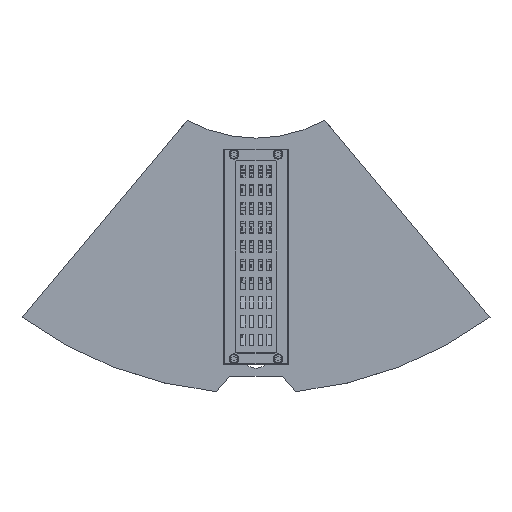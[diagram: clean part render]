
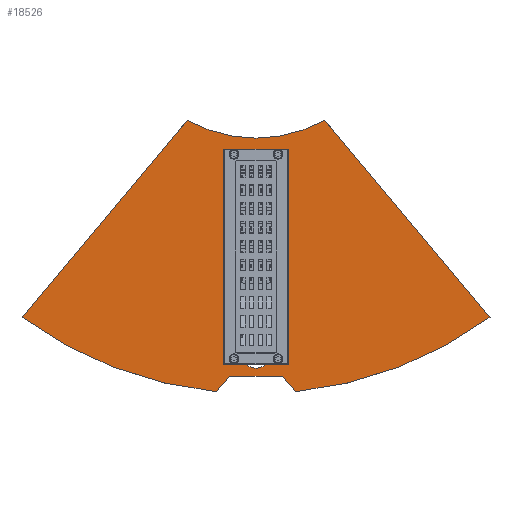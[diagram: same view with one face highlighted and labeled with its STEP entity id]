
A CAD part, top view. The second image highlights one B-rep face of the part: STEP entity #18526.
In plain terms, the highlighted planar face has unit normal (0, 0, 1).
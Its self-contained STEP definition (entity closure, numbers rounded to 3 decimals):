
#18116=CARTESIAN_POINT('',(0.,202.5,0.));
#18117=DIRECTION('',(0.,0.,1.));
#18118=DIRECTION('',(1.,0.,0.));
#18119=AXIS2_PLACEMENT_3D('',#18116,#18117,#18118);
#18121=CARTESIAN_POINT('',(0.,202.5,0.));
#18122=DIRECTION('',(0.,0.,1.));
#18123=DIRECTION('',(-1.,0.,0.));
#18124=AXIS2_PLACEMENT_3D('',#18121,#18122,#18123);
#18126=DIRECTION('',(0.646,-0.764,0.));
#18127=VECTOR('',#18126,11.617);
#18128=CARTESIAN_POINT('',(-22.5,223.872,0.));
#18129=LINE('',#18128,#18127);
#18130=DIRECTION('',(1.,0.,0.));
#18131=VECTOR('',#18130,30.);
#18132=CARTESIAN_POINT('',(-15.,215.,0.));
#18133=LINE('',#18132,#18131);
#18134=DIRECTION('',(0.646,0.764,0.));
#18135=VECTOR('',#18134,11.617);
#18136=CARTESIAN_POINT('',(15.,215.,0.));
#18137=LINE('',#18136,#18135);
#18138=DIRECTION('',(0.,-1.,0.));
#18139=VECTOR('',#18138,70.);
#18140=CARTESIAN_POINT('',(-11.85,162.5,0.));
#18141=LINE('',#18140,#18139);
#18142=DIRECTION('',(1.,0.,0.));
#18143=VECTOR('',#18142,20.7);
#18144=CARTESIAN_POINT('',(-10.35,91.,0.));
#18145=LINE('',#18144,#18143);
#18146=DIRECTION('',(0.,1.,0.));
#18147=VECTOR('',#18146,70.);
#18148=CARTESIAN_POINT('',(11.85,92.5,0.));
#18149=LINE('',#18148,#18147);
#18150=DIRECTION('',(-1.,0.,0.));
#18151=VECTOR('',#18150,20.7);
#18152=CARTESIAN_POINT('',(10.35,164.,0.));
#18153=LINE('',#18152,#18151);
#18223=DIRECTION('',(0.643,0.766,0.));
#18224=VECTOR('',#18223,145.918);
#18225=CARTESIAN_POINT('',(39.007,69.846,0.));
#18226=LINE('',#18225,#18224);
#18239=CARTESIAN_POINT('',(0.,0.,0.));
#18240=DIRECTION('',(0.,0.,1.));
#18241=DIRECTION('',(0.59,0.807,0.));
#18242=AXIS2_PLACEMENT_3D('',#18239,#18240,#18241);
#18244=CARTESIAN_POINT('',(0.,0.,0.));
#18245=DIRECTION('',(0.,0.,1.));
#18246=DIRECTION('',(-0.1,0.995,0.));
#18247=AXIS2_PLACEMENT_3D('',#18244,#18245,#18246);
#18265=DIRECTION('',(0.643,-0.766,0.));
#18266=VECTOR('',#18265,145.918);
#18267=CARTESIAN_POINT('',(-132.781,181.643,0.));
#18268=LINE('',#18267,#18266);
#18281=CARTESIAN_POINT('',(0.,0.,0.));
#18282=DIRECTION('',(0.,0.,-1.));
#18283=DIRECTION('',(-0.488,0.873,0.));
#18284=AXIS2_PLACEMENT_3D('',#18281,#18282,#18283);
#18327=CARTESIAN_POINT('',(-10.35,92.5,0.));
#18328=DIRECTION('',(0.,0.,-1.));
#18329=DIRECTION('',(0.,-1.,0.));
#18330=AXIS2_PLACEMENT_3D('',#18327,#18328,#18329);
#18345=CARTESIAN_POINT('',(-10.35,162.5,0.));
#18346=DIRECTION('',(0.,0.,-1.));
#18347=DIRECTION('',(-1.,0.,0.));
#18348=AXIS2_PLACEMENT_3D('',#18345,#18346,#18347);
#18363=CARTESIAN_POINT('',(10.35,162.5,0.));
#18364=DIRECTION('',(0.,0.,-1.));
#18365=DIRECTION('',(0.,1.,0.));
#18366=AXIS2_PLACEMENT_3D('',#18363,#18364,#18365);
#18381=CARTESIAN_POINT('',(10.35,92.5,0.));
#18382=DIRECTION('',(0.,0.,-1.));
#18383=DIRECTION('',(1.,0.,0.));
#18384=AXIS2_PLACEMENT_3D('',#18381,#18382,#18383);
#18395=CARTESIAN_POINT('',(-22.5,223.872,0.));
#18396=CARTESIAN_POINT('',(-15.,215.,0.));
#18397=VERTEX_POINT('',#18395);
#18398=VERTEX_POINT('',#18396);
#18399=CARTESIAN_POINT('',(15.,215.,0.));
#18400=VERTEX_POINT('',#18399);
#18401=CARTESIAN_POINT('',(22.5,223.872,0.));
#18402=VERTEX_POINT('',#18401);
#18411=CARTESIAN_POINT('',(8.,202.5,0.));
#18412=CARTESIAN_POINT('',(-8.,202.5,0.));
#18413=VERTEX_POINT('',#18411);
#18414=VERTEX_POINT('',#18412);
#18427=CARTESIAN_POINT('',(132.781,181.643,0.));
#18428=VERTEX_POINT('',#18427);
#18429=CARTESIAN_POINT('',(-132.781,181.643,0.));
#18430=VERTEX_POINT('',#18429);
#18431=CARTESIAN_POINT('',(39.007,69.846,0.));
#18433=VERTEX_POINT('',#18431);
#18435=CARTESIAN_POINT('',(-39.007,69.846,0.));
#18437=VERTEX_POINT('',#18435);
#18447=CARTESIAN_POINT('',(-11.85,162.5,0.));
#18449=VERTEX_POINT('',#18447);
#18451=CARTESIAN_POINT('',(-10.35,164.,0.));
#18453=VERTEX_POINT('',#18451);
#18455=CARTESIAN_POINT('',(-10.35,91.,0.));
#18457=VERTEX_POINT('',#18455);
#18459=CARTESIAN_POINT('',(-11.85,92.5,0.));
#18461=VERTEX_POINT('',#18459);
#18463=CARTESIAN_POINT('',(11.85,92.5,0.));
#18465=VERTEX_POINT('',#18463);
#18467=CARTESIAN_POINT('',(10.35,91.,0.));
#18469=VERTEX_POINT('',#18467);
#18471=CARTESIAN_POINT('',(10.35,164.,0.));
#18473=VERTEX_POINT('',#18471);
#18475=CARTESIAN_POINT('',(11.85,162.5,0.));
#18477=VERTEX_POINT('',#18475);
#18479=CARTESIAN_POINT('',(0.,0.,0.));
#18480=DIRECTION('',(0.,0.,-1.));
#18481=DIRECTION('',(-1.,0.,0.));
#18482=AXIS2_PLACEMENT_3D('',#18479,#18480,#18481);
#18483=PLANE('',#18482);
#18485=ORIENTED_EDGE('',*,*,#18484,.F.);
#18487=ORIENTED_EDGE('',*,*,#18486,.F.);
#18489=ORIENTED_EDGE('',*,*,#18488,.F.);
#18491=ORIENTED_EDGE('',*,*,#18490,.F.);
#18493=ORIENTED_EDGE('',*,*,#18492,.T.);
#18495=ORIENTED_EDGE('',*,*,#18494,.T.);
#18497=ORIENTED_EDGE('',*,*,#18496,.T.);
#18499=ORIENTED_EDGE('',*,*,#18498,.F.);
#18500=EDGE_LOOP('',(#18485,#18487,#18489,#18491,#18493,#18495,#18497,#18499));
#18501=FACE_OUTER_BOUND('',#18500,.F.);
#18503=ORIENTED_EDGE('',*,*,#18502,.T.);
#18505=ORIENTED_EDGE('',*,*,#18504,.T.);
#18506=EDGE_LOOP('',(#18503,#18505));
#18507=FACE_BOUND('',#18506,.F.);
#18509=ORIENTED_EDGE('',*,*,#18508,.T.);
#18511=ORIENTED_EDGE('',*,*,#18510,.F.);
#18513=ORIENTED_EDGE('',*,*,#18512,.T.);
#18515=ORIENTED_EDGE('',*,*,#18514,.F.);
#18517=ORIENTED_EDGE('',*,*,#18516,.T.);
#18519=ORIENTED_EDGE('',*,*,#18518,.F.);
#18521=ORIENTED_EDGE('',*,*,#18520,.T.);
#18523=ORIENTED_EDGE('',*,*,#18522,.F.);
#18524=EDGE_LOOP('',(#18509,#18511,#18513,#18515,#18517,#18519,#18521,#18523));
#18525=FACE_BOUND('',#18524,.F.);
#18526=ADVANCED_FACE('',(#18501,#18507,#18525),#18483,.F.);
#18120=CIRCLE('',#18119,8.);
#18125=CIRCLE('',#18124,8.);
#18243=CIRCLE('',#18242,225.);
#18248=CIRCLE('',#18247,225.);
#18285=CIRCLE('',#18284,80.);
#18331=CIRCLE('',#18330,1.5);
#18349=CIRCLE('',#18348,1.5);
#18367=CIRCLE('',#18366,1.5);
#18385=CIRCLE('',#18384,1.5);
#18484=EDGE_CURVE('',#18433,#18428,#18226,.T.);
#18486=EDGE_CURVE('',#18437,#18433,#18285,.T.);
#18488=EDGE_CURVE('',#18430,#18437,#18268,.T.);
#18490=EDGE_CURVE('',#18397,#18430,#18248,.T.);
#18492=EDGE_CURVE('',#18397,#18398,#18129,.T.);
#18494=EDGE_CURVE('',#18398,#18400,#18133,.T.);
#18496=EDGE_CURVE('',#18400,#18402,#18137,.T.);
#18498=EDGE_CURVE('',#18428,#18402,#18243,.T.);
#18502=EDGE_CURVE('',#18413,#18414,#18120,.T.);
#18504=EDGE_CURVE('',#18414,#18413,#18125,.T.);
#18508=EDGE_CURVE('',#18449,#18461,#18141,.T.);
#18510=EDGE_CURVE('',#18457,#18461,#18331,.T.);
#18512=EDGE_CURVE('',#18457,#18469,#18145,.T.);
#18514=EDGE_CURVE('',#18465,#18469,#18385,.T.);
#18516=EDGE_CURVE('',#18465,#18477,#18149,.T.);
#18518=EDGE_CURVE('',#18473,#18477,#18367,.T.);
#18520=EDGE_CURVE('',#18473,#18453,#18153,.T.);
#18522=EDGE_CURVE('',#18449,#18453,#18349,.T.);
